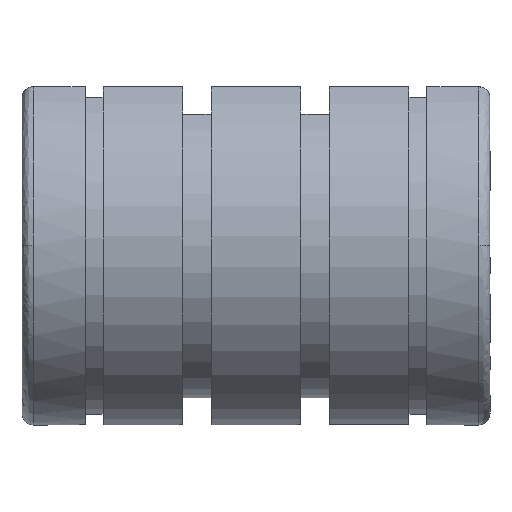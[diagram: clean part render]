
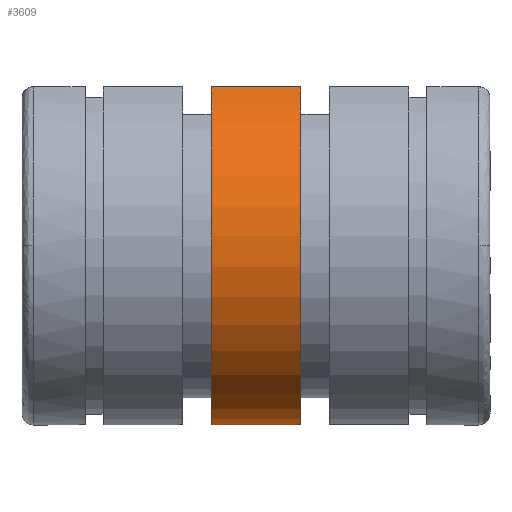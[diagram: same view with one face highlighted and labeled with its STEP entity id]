
A CAD part, left-side view. The second image highlights one B-rep face of the part: STEP entity #3609.
In plain terms, the highlighted cylindrical face has radius 15.875 mm (diameter 31.75 mm), a partial arc.
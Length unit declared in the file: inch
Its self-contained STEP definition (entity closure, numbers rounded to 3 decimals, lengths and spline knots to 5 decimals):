
#70 = DIRECTION ( 'NONE',  ( 0., -1., 0. ) ) ;
#196 = EDGE_LOOP ( 'NONE', ( #2677, #4054, #4800, #499 ) ) ;
#499 = ORIENTED_EDGE ( 'NONE', *, *, #540, .T. ) ;
#540 = EDGE_CURVE ( 'NONE', #2910, #2162, #5034, .T. ) ;
#831 = VERTEX_POINT ( 'NONE', #5828 ) ;
#1076 = CARTESIAN_POINT ( 'NONE',  ( 0.29659, -1.2189, 0.55014 ) ) ;
#1312 = DIRECTION ( 'NONE',  ( 0., -1., 0. ) ) ;
#1436 = CARTESIAN_POINT ( 'NONE',  ( 0., -0.15591, 0. ) ) ;
#1507 = DIRECTION ( 'NONE',  ( 0., 0., 1. ) ) ;
#1626 = LINE ( 'NONE', #4060, #6201 ) ;
#1695 = VECTOR ( 'NONE', #70, 39.37008 ) ;
#1833 = CARTESIAN_POINT ( 'NONE',  ( 0.29659, 0.15591, 0.55014 ) ) ;
#1937 = DIRECTION ( 'NONE',  ( 0., 1., 0. ) ) ;
#1973 = AXIS2_PLACEMENT_3D ( 'NONE', #1436, #1937, #1507 ) ;
#1998 = EDGE_CURVE ( 'NONE', #831, #4210, #2231, .T. ) ;
#2162 = VERTEX_POINT ( 'NONE', #2391 ) ;
#2231 = CIRCLE ( 'NONE', #3923, 0.625 ) ;
#2391 = CARTESIAN_POINT ( 'NONE',  ( -0.29659, -0.15591, 0.55014 ) ) ;
#2426 = DIRECTION ( 'NONE',  ( 0., 1., 0. ) ) ;
#2585 = DIRECTION ( 'NONE',  ( 0., 1., 0. ) ) ;
#2677 = ORIENTED_EDGE ( 'NONE', *, *, #2841, .T. ) ;
#2841 = EDGE_CURVE ( 'NONE', #2162, #831, #1626, .T. ) ;
#2910 = VERTEX_POINT ( 'NONE', #6176 ) ;
#3134 = EDGE_CURVE ( 'NONE', #4210, #2910, #6025, .T. ) ;
#3609 = ADVANCED_FACE ( 'NONE', ( #5963 ), #3665, .T. ) ;
#3665 = CYLINDRICAL_SURFACE ( 'NONE', #5268, 0.625 ) ;
#3754 = DIRECTION ( 'NONE',  ( 0., 0., 1. ) ) ;
#3923 = AXIS2_PLACEMENT_3D ( 'NONE', #5213, #1312, #3754 ) ;
#4054 = ORIENTED_EDGE ( 'NONE', *, *, #1998, .T. ) ;
#4060 = CARTESIAN_POINT ( 'NONE',  ( -0.29659, -1.2189, 0.55014 ) ) ;
#4210 = VERTEX_POINT ( 'NONE', #1833 ) ;
#4361 = DIRECTION ( 'NONE',  ( 0., 0., 1. ) ) ;
#4800 = ORIENTED_EDGE ( 'NONE', *, *, #3134, .T. ) ;
#5034 = CIRCLE ( 'NONE', #1973, 0.625 ) ;
#5213 = CARTESIAN_POINT ( 'NONE',  ( 0., 0.15591, 0. ) ) ;
#5268 = AXIS2_PLACEMENT_3D ( 'NONE', #5875, #2426, #4361 ) ;
#5828 = CARTESIAN_POINT ( 'NONE',  ( -0.29659, 0.15591, 0.55014 ) ) ;
#5875 = CARTESIAN_POINT ( 'NONE',  ( 0., 0., 0. ) ) ;
#5963 = FACE_OUTER_BOUND ( 'NONE', #196, .T. ) ;
#6025 = LINE ( 'NONE', #1076, #1695 ) ;
#6176 = CARTESIAN_POINT ( 'NONE',  ( 0.29659, -0.15591, 0.55014 ) ) ;
#6201 = VECTOR ( 'NONE', #2585, 39.37008 ) ;
